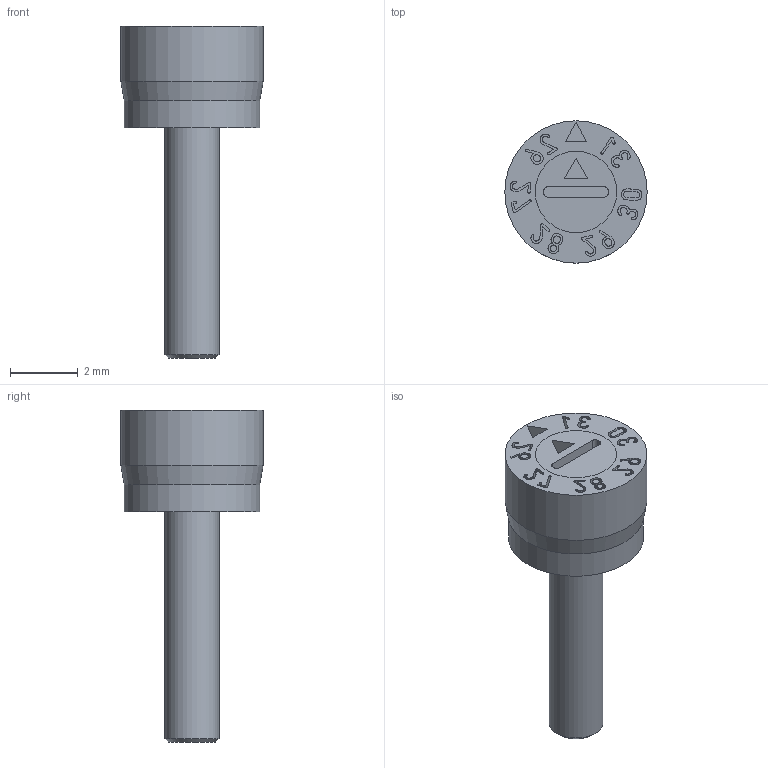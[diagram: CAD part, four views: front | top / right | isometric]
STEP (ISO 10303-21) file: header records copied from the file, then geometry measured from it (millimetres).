
FILE_DESCRIPTION(/* description */ (''),/* implementation_level */ '2;1');
FILE_NAME(/* name */ 'Dati-93900_FC$6$Jahr+5.stp',/* time_stamp */ '2025-09-16T17:22:11+02:00',/* author */ ('olafg'),/* organization */ (''),/* preprocessor_version */ 'ST-DEVELOPER v20',/* originating_system */ 'Autodesk Inventor 2024',/* authorisation */ '');
FILE_SCHEMA (('AUTOMOTIVE_DESIGN { 1 0 10303 214 3 1 1 }'));
Length unit declared in the file: millimetre
Products named in the file (3): Zusammenbau FC9006; Gehäusering 6; Stelleinsatz 9006
Assembly tree (2 placements, depth 2):
  Zusammenbau FC9006
    Gehäusering 6
    Stelleinsatz 9006
Bounding box: 4.2 x 4.2 x 9.8 mm (x, y, z)
Volume: 52.5 mm3; surface area: 159 mm2
Topology: 2 solids, 2 shells, 290 faces, 785 edges, 523 vertices
Faces by surface type: bspline 164, plane 114, cylinder 10, cone 2
Full cylindrical faces by diameter (mm): 1.6 x2, 2.4 x2, 4 x1, 4.2 x1
Entity records: 10127 total; most frequent: CARTESIAN_POINT 3823, ORIENTED_EDGE 1570, EDGE_CURVE 785, DIRECTION 742, VERTEX_POINT 523, LINE 434, VECTOR 434, B_SPLINE_CURVE_WITH_KNOTS 328
